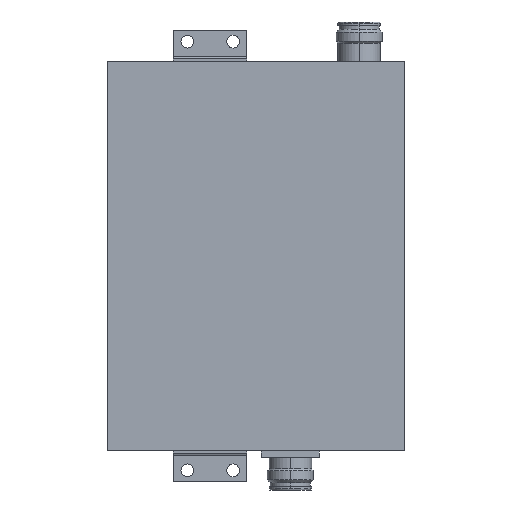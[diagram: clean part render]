
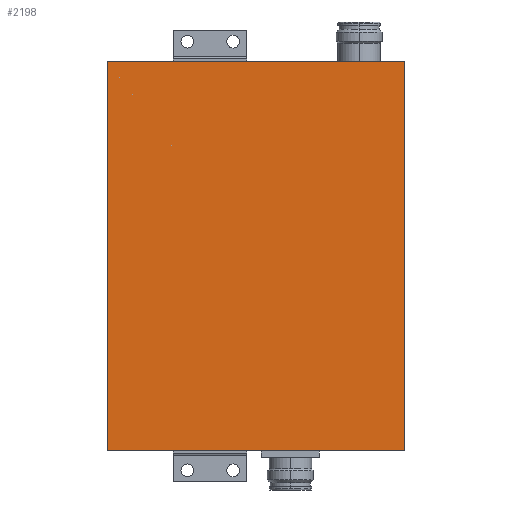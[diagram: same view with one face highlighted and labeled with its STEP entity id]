
A CAD part, left-side view. The second image highlights one B-rep face of the part: STEP entity #2198.
In plain terms, the highlighted planar face has unit normal (-1, 0, 0).
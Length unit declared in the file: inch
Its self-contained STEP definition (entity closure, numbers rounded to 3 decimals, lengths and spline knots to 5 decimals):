
#31 = EDGE_CURVE ( 'NONE', #591, #787, #458, .T. ) ;
#38 = ORIENTED_EDGE ( 'NONE', *, *, #31, .F. ) ;
#92 = ORIENTED_EDGE ( 'NONE', *, *, #461, .F. ) ;
#128 = LINE ( 'NONE', #380, #1964 ) ;
#153 = PLANE ( 'NONE',  #2606 ) ;
#191 = CARTESIAN_POINT ( 'NONE',  ( 79.12487, 17.30648, 6.69291 ) ) ;
#248 = CARTESIAN_POINT ( 'NONE',  ( 79.12487, 17.30648, 0. ) ) ;
#260 = EDGE_CURVE ( 'NONE', #1467, #591, #325, .T. ) ;
#325 = LINE ( 'NONE', #1307, #1005 ) ;
#380 = CARTESIAN_POINT ( 'NONE',  ( 79.12487, 12.18837, 6.69291 ) ) ;
#388 = CARTESIAN_POINT ( 'NONE',  ( 79.12487, 17.30648, 0. ) ) ;
#458 = LINE ( 'NONE', #191, #3232 ) ;
#461 = EDGE_CURVE ( 'NONE', #3267, #1467, #2152, .T. ) ;
#591 = VERTEX_POINT ( 'NONE', #1456 ) ;
#690 = CARTESIAN_POINT ( 'NONE',  ( 79.12487, 12.18837, 0. ) ) ;
#787 = VERTEX_POINT ( 'NONE', #3076 ) ;
#873 = DIRECTION ( 'NONE',  ( 0., 1., 0. ) ) ;
#878 = ORIENTED_EDGE ( 'NONE', *, *, #2525, .F. ) ;
#1005 = VECTOR ( 'NONE', #2317, 39.37008 ) ;
#1307 = CARTESIAN_POINT ( 'NONE',  ( 79.12487, 17.30648, 6.69291 ) ) ;
#1414 = DIRECTION ( 'NONE',  ( 0., 0., -1. ) ) ;
#1456 = CARTESIAN_POINT ( 'NONE',  ( 79.12487, 17.30648, 6.69291 ) ) ;
#1467 = VERTEX_POINT ( 'NONE', #248 ) ;
#1471 = ORIENTED_EDGE ( 'NONE', *, *, #260, .F. ) ;
#1964 = VECTOR ( 'NONE', #1414, 39.37008 ) ;
#1990 = EDGE_LOOP ( 'NONE', ( #878, #38, #1471, #92 ) ) ;
#2150 = CARTESIAN_POINT ( 'NONE',  ( 79.12487, 17.30648, 6.69291 ) ) ;
#2152 = LINE ( 'NONE', #388, #3235 ) ;
#2198 = ADVANCED_FACE ( 'NONE', ( #2401 ), #153, .F. ) ;
#2201 = DIRECTION ( 'NONE',  ( 0., -1., 0. ) ) ;
#2317 = DIRECTION ( 'NONE',  ( 0., 0., 1. ) ) ;
#2401 = FACE_OUTER_BOUND ( 'NONE', #1990, .T. ) ;
#2525 = EDGE_CURVE ( 'NONE', #787, #3267, #128, .T. ) ;
#2606 = AXIS2_PLACEMENT_3D ( 'NONE', #2150, #2904, #2923 ) ;
#2904 = DIRECTION ( 'NONE',  ( 1., 0., 0. ) ) ;
#2923 = DIRECTION ( 'NONE',  ( 0., 1., 0. ) ) ;
#3076 = CARTESIAN_POINT ( 'NONE',  ( 79.12487, 12.18837, 6.69291 ) ) ;
#3232 = VECTOR ( 'NONE', #2201, 39.37008 ) ;
#3235 = VECTOR ( 'NONE', #873, 39.37008 ) ;
#3267 = VERTEX_POINT ( 'NONE', #690 ) ;
